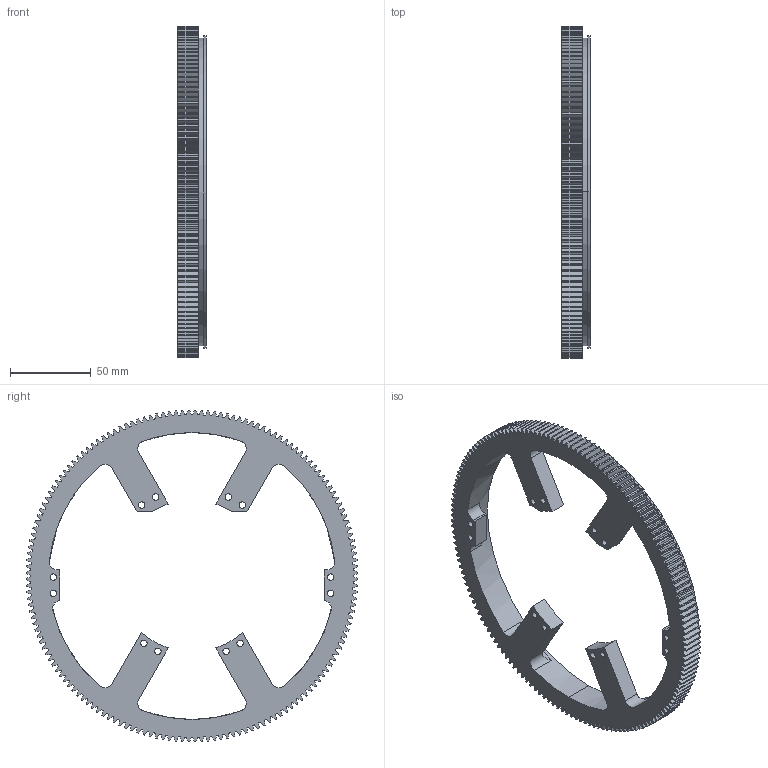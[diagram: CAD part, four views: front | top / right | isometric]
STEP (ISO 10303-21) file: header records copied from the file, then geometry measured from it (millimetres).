
FILE_DESCRIPTION (( 'STEP AP214' ), '1' );
FILE_NAME ('ring gear.STEP', '2025-04-18T08:18:44', ( '' ), ( '' ), 'SwSTEP 2.0', 'SolidWorks 2024', '' );
FILE_SCHEMA (( 'AUTOMOTIVE_DESIGN' ));
Length unit declared in the file: inch
Products named in the file (1): ring gear
Bounding box: 17.59 x 205.72 x 205.72 mm (x, y, z)
Volume: 149033.4 mm3; surface area: 57097.4 mm2
Topology: 1 solids, 1 shells, 721 faces, 2151 edges, 1434 vertices
Faces by surface type: cylinder 693, plane 24, torus 4
Entity records: 25366 total; most frequent: DIRECTION 4985, CARTESIAN_POINT 4509, ORIENTED_EDGE 4302, EDGE_CURVE 2151, AXIS2_PLACEMENT_3D 2122, VERTEX_POINT 1434, CIRCLE 1400, EDGE_LOOP 749
